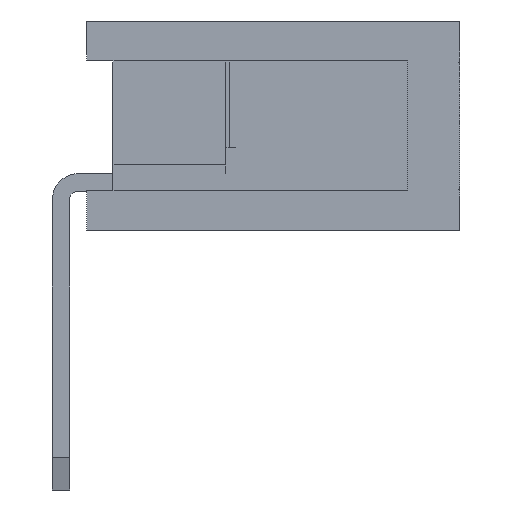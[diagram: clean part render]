
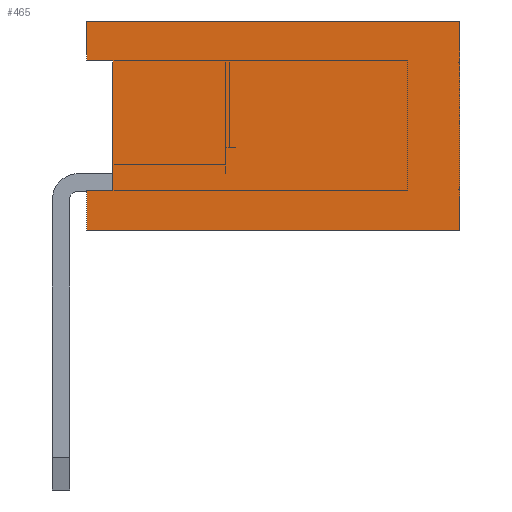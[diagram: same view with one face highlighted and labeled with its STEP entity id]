
A CAD part, left-side view. The second image highlights one B-rep face of the part: STEP entity #465.
In plain terms, the highlighted planar face has unit normal (-1, 0, 0).
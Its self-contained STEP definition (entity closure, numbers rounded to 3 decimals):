
#465=ADVANCED_FACE('',(#20429),#20431,.T.);
#20429=FACE_BOUND('',#20430,.T.);
#20430=EDGE_LOOP('',(#36353,#36354,#36355,#36356,#36357,#36358,#36359,#36360));
#20431=PLANE('',#20432);
#20432=AXIS2_PLACEMENT_3D('',#20433,#20434,#20435);
#20433=CARTESIAN_POINT('',(-1.,-4.6,0.));
#20434=DIRECTION('',(-1.,0.,0.));
#20435=DIRECTION('',(0.,0.,1.));
#36353=ORIENTED_EDGE('',*,*,#48277,.T.);
#36354=ORIENTED_EDGE('',*,*,#48425,.T.);
#36355=ORIENTED_EDGE('',*,*,#48134,.T.);
#36356=ORIENTED_EDGE('',*,*,#48424,.F.);
#36357=ORIENTED_EDGE('',*,*,#48426,.F.);
#36358=ORIENTED_EDGE('',*,*,#48427,.T.);
#36359=ORIENTED_EDGE('',*,*,#48428,.T.);
#36360=ORIENTED_EDGE('',*,*,#48419,.F.);
#48134=EDGE_CURVE('',#54178,#54175,#54179,.F.);
#48277=EDGE_CURVE('',#54464,#54462,#54465,.F.);
#48419=EDGE_CURVE('',#54464,#54741,#54742,.T.);
#48424=EDGE_CURVE('',#54748,#54175,#54750,.T.);
#48425=EDGE_CURVE('',#54462,#54178,#54751,.T.);
#48426=EDGE_CURVE('',#54752,#54748,#54753,.T.);
#48427=EDGE_CURVE('',#54752,#54754,#54755,.T.);
#48428=EDGE_CURVE('',#54754,#54741,#54756,.T.);
#54175=VERTEX_POINT('',#64109);
#54178=VERTEX_POINT('',#64114);
#54179=LINE('',#64115,#64116);
#54462=VERTEX_POINT('',#64682);
#54464=VERTEX_POINT('',#64686);
#54465=LINE('',#64687,#64688);
#54741=VERTEX_POINT('',#65247);
#54742=LINE('',#65248,#65249);
#54748=VERTEX_POINT('',#65262);
#54750=LINE('',#65266,#65267);
#54751=LINE('',#65269,#65270);
#54752=VERTEX_POINT('',#65272);
#54753=LINE('',#65273,#65274);
#54754=VERTEX_POINT('',#65276);
#54755=LINE('',#65277,#65278);
#54756=LINE('',#65280,#65281);
#64109=CARTESIAN_POINT('',(-1.,-0.3,0.45));
#64114=CARTESIAN_POINT('',(-1.,-0.6,0.45));
#64115=CARTESIAN_POINT('',(-1.,-0.3,0.45));
#64116=VECTOR('',#64117,1.);
#64117=DIRECTION('',(0.,-1.,0.));
#64682=CARTESIAN_POINT('',(-1.,-0.6,1.95));
#64686=CARTESIAN_POINT('',(-1.,-0.3,1.95));
#64687=CARTESIAN_POINT('',(-1.,-0.6,1.95));
#64688=VECTOR('',#64689,1.);
#64689=DIRECTION('',(0.,1.,0.));
#65247=CARTESIAN_POINT('',(-1.,-0.3,2.4));
#65248=CARTESIAN_POINT('',(-1.,-0.3,1.95));
#65249=VECTOR('',#65250,1.);
#65250=DIRECTION('',(0.,0.,1.));
#65262=CARTESIAN_POINT('',(-1.,-0.3,0.));
#65266=CARTESIAN_POINT('',(-1.,-0.3,0.));
#65267=VECTOR('',#65268,1.);
#65268=DIRECTION('',(0.,0.,1.));
#65269=CARTESIAN_POINT('',(-1.,-0.6,1.95));
#65270=VECTOR('',#65271,1.);
#65271=DIRECTION('',(0.,0.,-1.));
#65272=CARTESIAN_POINT('',(-1.,-4.6,0.));
#65273=CARTESIAN_POINT('',(-1.,-4.6,0.));
#65274=VECTOR('',#65275,1.);
#65275=DIRECTION('',(0.,1.,0.));
#65276=CARTESIAN_POINT('',(-1.,-4.6,2.4));
#65277=CARTESIAN_POINT('',(-1.,-4.6,0.));
#65278=VECTOR('',#65279,1.);
#65279=DIRECTION('',(0.,0.,1.));
#65280=CARTESIAN_POINT('',(-1.,-4.6,2.4));
#65281=VECTOR('',#65282,1.);
#65282=DIRECTION('',(0.,1.,0.));
